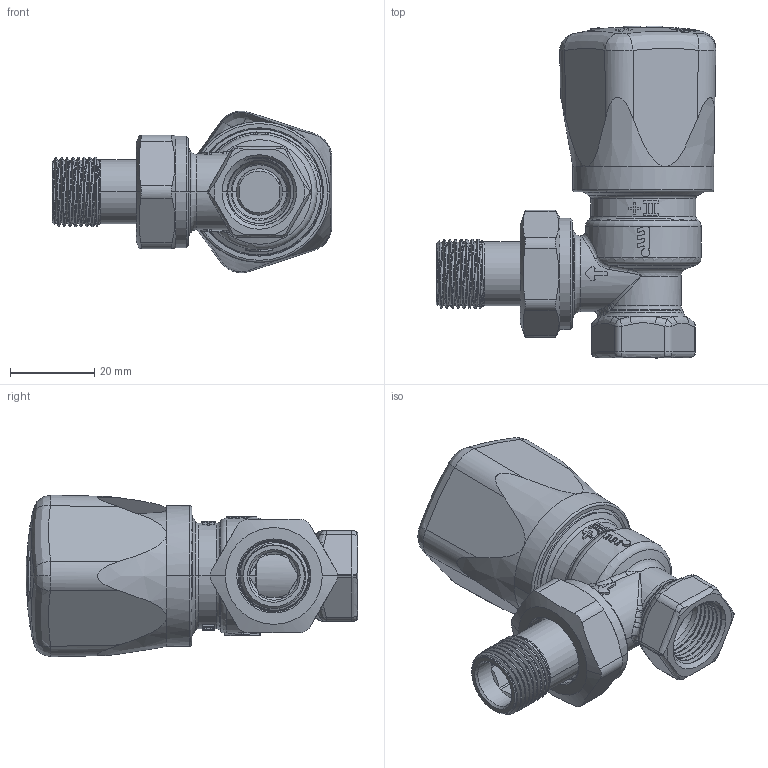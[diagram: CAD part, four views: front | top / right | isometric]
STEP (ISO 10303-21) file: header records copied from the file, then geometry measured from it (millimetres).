
FILE_DESCRIPTION((''),'2;1');
FILE_NAME('3491-01-500-GEWINDE_SW0001','2016-03-31T',('marann'),(''),'PRO/ENGINEER BY PARAMETRIC TECHNOLOGY CORPORATION, 2011490','PRO/ENGINEER BY PARAMETRIC TECHNOLOGY CORPORATION, 2011490','');
FILE_SCHEMA(('CONFIG_CONTROL_DESIGN'));
Products named in the file (1): 3491-01-500-GEWINDE_SW0001
Bounding box: 66.49 x 78.9 x 38.39 mm (x, y, z)
Volume: 18391.4 mm3; surface area: 27898.6 mm2
Topology: 1 solids, 2 shells, 1135 faces, 3005 edges, 1917 vertices
Faces by surface type: plane 557, cylinder 233, cone 140, bspline 112, torus 67, sphere 26
Entity records: 57439 total; most frequent: CARTESIAN_POINT 30509, ORIENTED_EDGE 5998, DIRECTION 5248, EDGE_CURVE 2999, AXIS2_PLACEMENT_3D 2088, VERTEX_POINT 1914, EDGE_LOOP 1185, FACE_OUTER_BOUND 1135
